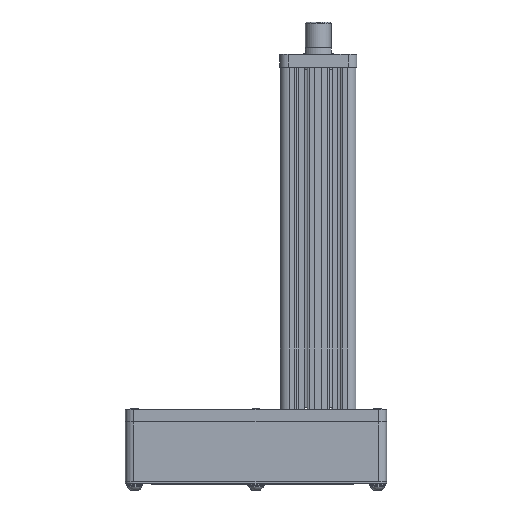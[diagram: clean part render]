
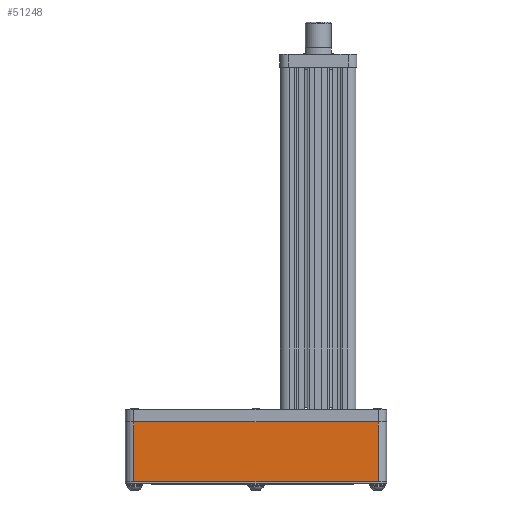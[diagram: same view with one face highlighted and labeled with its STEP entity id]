
A CAD part, left-side view. The second image highlights one B-rep face of the part: STEP entity #51248.
In plain terms, the highlighted planar face has unit normal (-1, 0, 0).
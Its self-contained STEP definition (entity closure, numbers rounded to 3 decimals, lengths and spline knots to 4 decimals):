
#51248 = ADVANCED_FACE ( 'NONE', ( #85319 ), #85318, .F. ) ;
#51306 = EDGE_LOOP ( 'NONE', ( #51307, #51311, #51314, #51317 ) ) ;
#51307 = ORIENTED_EDGE ( 'NONE', *, *, #51308, .T. ) ;
#51308 = EDGE_CURVE ( 'NONE', #51309, #51310, #85466, .T. ) ;
#51309 = VERTEX_POINT ( 'NONE', #85462 ) ;
#51310 = VERTEX_POINT ( 'NONE', #85461 ) ;
#51311 = ORIENTED_EDGE ( 'NONE', *, *, #51312, .T. ) ;
#51312 = EDGE_CURVE ( 'NONE', #51310, #51313, #85460, .T. ) ;
#51313 = VERTEX_POINT ( 'NONE', #85456 ) ;
#51314 = ORIENTED_EDGE ( 'NONE', *, *, #51315, .F. ) ;
#51315 = EDGE_CURVE ( 'NONE', #51316, #51313, #85455, .T. ) ;
#51316 = VERTEX_POINT ( 'NONE', #85451 ) ;
#51317 = ORIENTED_EDGE ( 'NONE', *, *, #51318, .T. ) ;
#51318 = EDGE_CURVE ( 'NONE', #51316, #51309, #85450, .T. ) ;
#85314 = DIRECTION ( 'NONE',  ( 0., 0., -1. ) ) ;
#85315 = DIRECTION ( 'NONE',  ( 1., 0., 0. ) ) ;
#85316 = CARTESIAN_POINT ( 'NONE',  ( -2., -2., -5.4172 ) ) ;
#85317 = AXIS2_PLACEMENT_3D ( 'NONE', #85316, #85315, #85314 ) ;
#85318 = PLANE ( 'NONE',  #85317 ) ;
#85319 = FACE_OUTER_BOUND ( 'NONE', #51306, .T. ) ;
#85447 = DIRECTION ( 'NONE',  ( 0., 0., -1. ) ) ;
#85448 = VECTOR ( 'NONE', #85447, 39.3701 ) ;
#85449 = CARTESIAN_POINT ( 'NONE',  ( -2., 5.392, -5.4172 ) ) ;
#85450 = LINE ( 'NONE', #85449, #85448 ) ;
#85451 = CARTESIAN_POINT ( 'NONE',  ( -2., 5.392, -5.4172 ) ) ;
#85452 = DIRECTION ( 'NONE',  ( 0., -1., 0. ) ) ;
#85453 = VECTOR ( 'NONE', #85452, 39.3701 ) ;
#85454 = CARTESIAN_POINT ( 'NONE',  ( -2., -2., -5.4172 ) ) ;
#85455 = LINE ( 'NONE', #85454, #85453 ) ;
#85456 = CARTESIAN_POINT ( 'NONE',  ( -2., -1.75, -5.4172 ) ) ;
#85457 = DIRECTION ( 'NONE',  ( 0., 0., 1. ) ) ;
#85458 = VECTOR ( 'NONE', #85457, 39.3701 ) ;
#85459 = CARTESIAN_POINT ( 'NONE',  ( -2., -1.75, -5.4172 ) ) ;
#85460 = LINE ( 'NONE', #85459, #85458 ) ;
#85461 = CARTESIAN_POINT ( 'NONE',  ( -2., -1.75, -7.1672 ) ) ;
#85462 = CARTESIAN_POINT ( 'NONE',  ( -2., 5.392, -7.1672 ) ) ;
#85463 = DIRECTION ( 'NONE',  ( 0., -1., 0. ) ) ;
#85464 = VECTOR ( 'NONE', #85463, 39.3701 ) ;
#85465 = CARTESIAN_POINT ( 'NONE',  ( -2., -2., -7.1672 ) ) ;
#85466 = LINE ( 'NONE', #85465, #85464 ) ;
